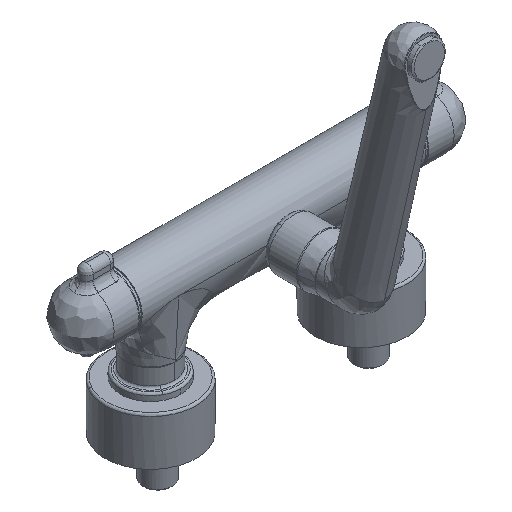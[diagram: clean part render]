
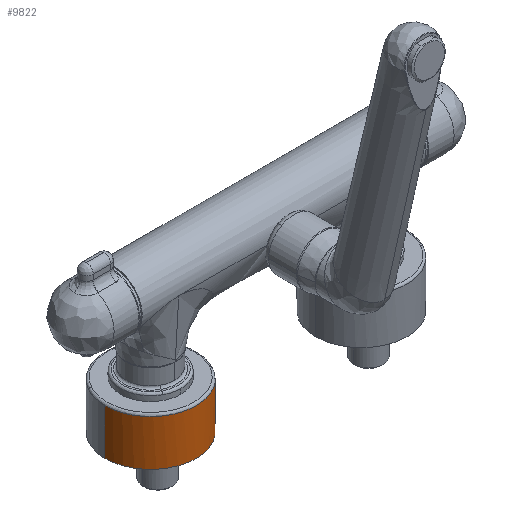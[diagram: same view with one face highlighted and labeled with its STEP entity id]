
A CAD part, isometric view. The second image highlights one B-rep face of the part: STEP entity #9822.
In plain terms, the highlighted cylindrical face has radius 32.5 mm (diameter 65 mm), a partial arc.
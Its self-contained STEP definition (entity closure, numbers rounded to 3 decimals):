
#23 = CARTESIAN_POINT ( 'NONE',  ( -42.5, 0., 0. ) ) ;
#862 = EDGE_CURVE ( 'NONE', #8086, #9457, #5909, .T. ) ;
#1334 = CARTESIAN_POINT ( 'NONE',  ( -42.5, 0., 17. ) ) ;
#1527 = CARTESIAN_POINT ( 'NONE',  ( -107.5, 0., 0. ) ) ;
#1683 = CARTESIAN_POINT ( 'NONE',  ( -75., 0., 32.5 ) ) ;
#1814 = EDGE_CURVE ( 'NONE', #5729, #9629, #8421, .T. ) ;
#2021 = DIRECTION ( 'NONE',  ( 0., 0., -1. ) ) ;
#2676 = DIRECTION ( 'NONE',  ( 1., 0., 0. ) ) ;
#2874 = ORIENTED_EDGE ( 'NONE', *, *, #4582, .F. ) ;
#3202 = AXIS2_PLACEMENT_3D ( 'NONE', #10328, #11337, #3413 ) ;
#3397 = CARTESIAN_POINT ( 'NONE',  ( -75., 0., 32.5 ) ) ;
#3413 = DIRECTION ( 'NONE',  ( 1., 0., 0. ) ) ;
#3551 = ORIENTED_EDGE ( 'NONE', *, *, #1814, .T. ) ;
#3817 = FACE_OUTER_BOUND ( 'NONE', #3825, .T. ) ;
#3825 = EDGE_LOOP ( 'NONE', ( #3551, #8279, #12636, #2874, #5964 ) ) ;
#3881 = AXIS2_PLACEMENT_3D ( 'NONE', #3397, #10312, #4405 ) ;
#3947 = CARTESIAN_POINT ( 'NONE',  ( -107.5, 0., 17. ) ) ;
#4405 = DIRECTION ( 'NONE',  ( 1., 0., 0. ) ) ;
#4582 = EDGE_CURVE ( 'NONE', #9087, #9457, #6049, .T. ) ;
#4788 = CARTESIAN_POINT ( 'NONE',  ( -46.479, -15.581, 32.5 ) ) ;
#5580 = EDGE_CURVE ( 'NONE', #5729, #9087, #12551, .T. ) ;
#5729 = VERTEX_POINT ( 'NONE', #9672 ) ;
#5857 = CARTESIAN_POINT ( 'NONE',  ( -107.5, 0., 32.5 ) ) ;
#5909 = LINE ( 'NONE', #3947, #11183 ) ;
#5964 = ORIENTED_EDGE ( 'NONE', *, *, #5580, .F. ) ;
#6049 = CIRCLE ( 'NONE', #7722, 32.5 ) ;
#7373 = DIRECTION ( 'NONE',  ( 0., 0., -1. ) ) ;
#7722 = AXIS2_PLACEMENT_3D ( 'NONE', #7945, #2021, #8958 ) ;
#7879 = AXIS2_PLACEMENT_3D ( 'NONE', #1683, #8605, #2676 ) ;
#7945 = CARTESIAN_POINT ( 'NONE',  ( -75., 0., 0. ) ) ;
#8086 = VERTEX_POINT ( 'NONE', #5857 ) ;
#8279 = ORIENTED_EDGE ( 'NONE', *, *, #9962, .T. ) ;
#8421 = CIRCLE ( 'NONE', #7879, 32.5 ) ;
#8605 = DIRECTION ( 'NONE',  ( 0., 0., -1. ) ) ;
#8958 = DIRECTION ( 'NONE',  ( 1., 0., 0. ) ) ;
#9087 = VERTEX_POINT ( 'NONE', #23 ) ;
#9457 = VERTEX_POINT ( 'NONE', #1527 ) ;
#9629 = VERTEX_POINT ( 'NONE', #4788 ) ;
#9672 = CARTESIAN_POINT ( 'NONE',  ( -42.5, 0., 32.5 ) ) ;
#9822 = ADVANCED_FACE ( 'NONE', ( #3817 ), #11070, .T. ) ;
#9962 = EDGE_CURVE ( 'NONE', #9629, #8086, #11400, .T. ) ;
#10312 = DIRECTION ( 'NONE',  ( 0., 0., -1. ) ) ;
#10328 = CARTESIAN_POINT ( 'NONE',  ( -75., 0., 17. ) ) ;
#10848 = DIRECTION ( 'NONE',  ( 0., 0., -1. ) ) ;
#11070 = CYLINDRICAL_SURFACE ( 'NONE', #3202, 32.5 ) ;
#11183 = VECTOR ( 'NONE', #10848, 1000. ) ;
#11337 = DIRECTION ( 'NONE',  ( 0., 0., -1. ) ) ;
#11400 = CIRCLE ( 'NONE', #3881, 32.5 ) ;
#12239 = VECTOR ( 'NONE', #7373, 1000. ) ;
#12551 = LINE ( 'NONE', #1334, #12239 ) ;
#12636 = ORIENTED_EDGE ( 'NONE', *, *, #862, .T. ) ;
